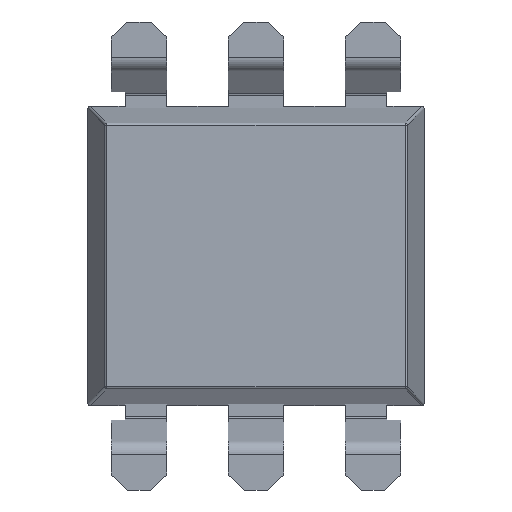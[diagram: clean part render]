
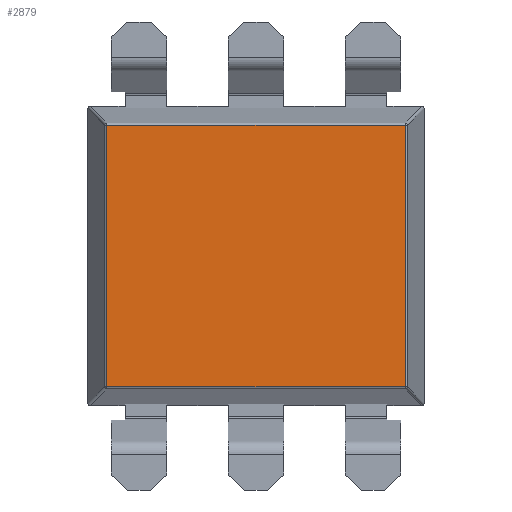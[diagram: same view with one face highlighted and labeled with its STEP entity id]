
A CAD part, front view. The second image highlights one B-rep face of the part: STEP entity #2879.
In plain terms, the highlighted planar face has unit normal (0, -1, 0).
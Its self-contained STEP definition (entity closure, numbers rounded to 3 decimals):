
#275=LINE('',#4663,#579);
#276=LINE('',#4665,#580);
#277=LINE('',#4667,#581);
#278=LINE('',#4668,#582);
#579=VECTOR('',#3663,6.475);
#580=VECTOR('',#3664,5.675);
#581=VECTOR('',#3665,6.475);
#582=VECTOR('',#3666,5.675);
#688=PLANE('',#3075);
#790=FACE_OUTER_BOUND('',#952,.T.);
#952=EDGE_LOOP('',(#2193,#2194,#2195,#2196));
#1400=VERTEX_POINT('',#4661);
#1401=VERTEX_POINT('',#4662);
#1402=VERTEX_POINT('',#4664);
#1403=VERTEX_POINT('',#4666);
#1720=EDGE_CURVE('',#1400,#1401,#275,.T.);
#1721=EDGE_CURVE('',#1401,#1402,#276,.T.);
#1722=EDGE_CURVE('',#1402,#1403,#277,.T.);
#1723=EDGE_CURVE('',#1403,#1400,#278,.T.);
#2193=ORIENTED_EDGE('',*,*,#1720,.T.);
#2194=ORIENTED_EDGE('',*,*,#1721,.T.);
#2195=ORIENTED_EDGE('',*,*,#1722,.T.);
#2196=ORIENTED_EDGE('',*,*,#1723,.T.);
#2879=ADVANCED_FACE('',(#790),#688,.T.);
#3075=AXIS2_PLACEMENT_3D('',#4660,#3661,#3662);
#3661=DIRECTION('center_axis',(0.,-1.,0.));
#3662=DIRECTION('ref_axis',(0.,0.,-1.));
#3663=DIRECTION('',(1.,0.,0.));
#3664=DIRECTION('',(0.,0.,1.));
#3665=DIRECTION('',(-1.,0.,0.));
#3666=DIRECTION('',(0.,0.,-1.));
#4660=CARTESIAN_POINT('Origin',(0.,-1.75,0.));
#4661=CARTESIAN_POINT('',(-3.238,-1.75,-2.838));
#4662=CARTESIAN_POINT('',(3.238,-1.75,-2.838));
#4663=CARTESIAN_POINT('',(3.278,-1.75,-2.838));
#4664=CARTESIAN_POINT('',(3.238,-1.75,2.838));
#4665=CARTESIAN_POINT('',(3.238,-1.75,2.878));
#4666=CARTESIAN_POINT('',(-3.238,-1.75,2.838));
#4667=CARTESIAN_POINT('',(-3.278,-1.75,2.838));
#4668=CARTESIAN_POINT('',(-3.238,-1.75,-2.878));
